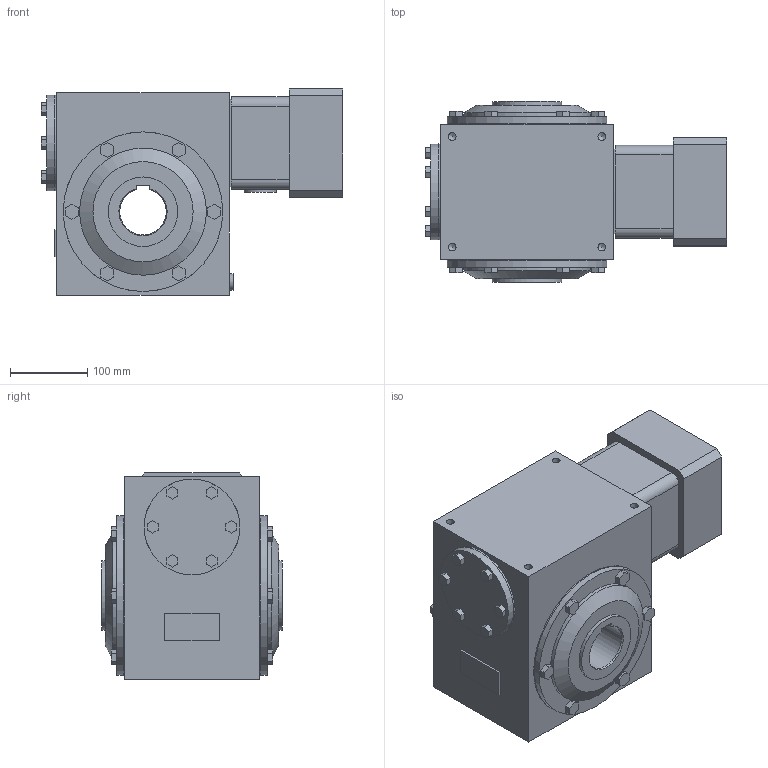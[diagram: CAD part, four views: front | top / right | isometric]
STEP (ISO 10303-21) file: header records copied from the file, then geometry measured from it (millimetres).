
FILE_DESCRIPTION(/* description */ ('Unknown'),/* implementation_level */ '2;1');
FILE_NAME(/* name */ 'RG35110.SKHE03HLQER-',/* time_stamp */ '2024-10-21T09:14:58-04:00',/* author */ ('Unknown'),/* organization */ ('Unknown'),/* preprocessor_version */ 'ST-DEVELOPER v19.4',/* originating_system */ 'Solid Edge',/* authorisation */ 'Unknown');
FILE_SCHEMA (('AUTOMOTIVE_DESIGN {1 0 10303 214 3 1 1}'));
Length unit declared in the file: millimetre
Products named in the file (7): RG35110.SKHE03HLQER-; 35R-1-CP; 35RM-M20-CP; RG35K-R; MP2HLQE-CP; 35RM-OUTH-60; 35R-WCAP
Assembly tree (7 placements, depth 2):
  RG35110.SKHE03HLQER-
    35R-1-CP
    35RM-M20-CP
    RG35K-R
    MP2HLQE-CP
    35RM-OUTH-60  x2
    35R-WCAP
Bounding box: 389.37 x 234 x 266.85 mm (x, y, z)
Volume: 12254874.4 mm3; surface area: 871958 mm2
Topology: 7 solids, 7 shells, 382 faces, 942 edges, 628 vertices
Faces by surface type: plane 269, cylinder 89, cone 24
Full cylindrical faces by diameter (mm): 0.254 x1, 6.647 x4, 8.376 x4, 10 x7, 10.106 x16, 10.795 x3, 12.7 x1, 16 x4, 17.25 x4, 21.9 x1, 28.009 x1, 50.8 x1, 80 x1, 85 x1, 89.89 x5, 90.053 x1, 123.825 x1, 123.952 x1, 130 x1, 164.262 x2, 206.416 x2, 206.502 x2
Entity records: 10703 total; most frequent: CARTESIAN_POINT 1622, DIRECTION 1486, ORIENTED_EDGE 1350, EDGE_CURVE 675, LINE 506, VECTOR 506, VERTEX_POINT 501, AXIS2_PLACEMENT_3D 490
